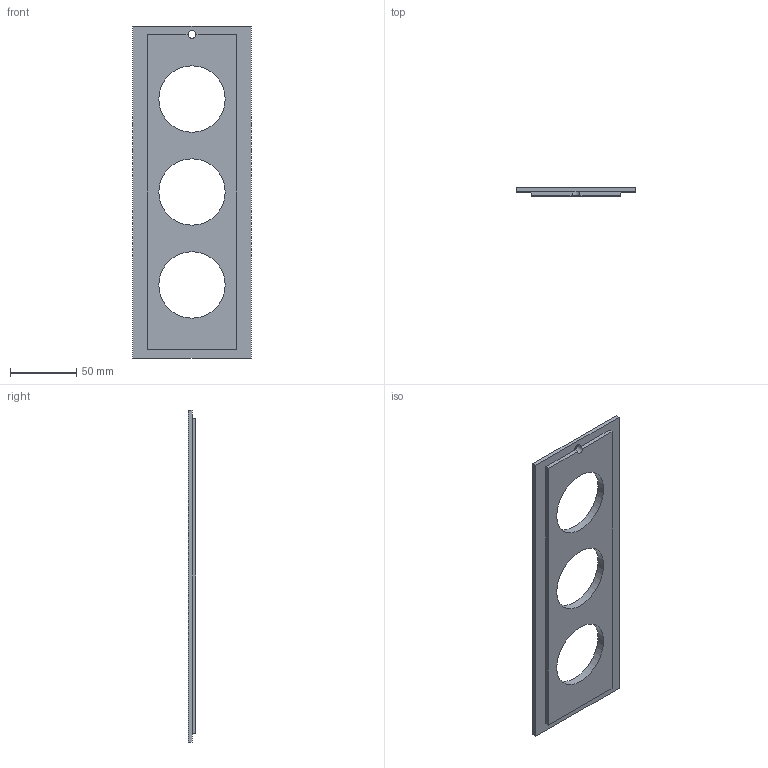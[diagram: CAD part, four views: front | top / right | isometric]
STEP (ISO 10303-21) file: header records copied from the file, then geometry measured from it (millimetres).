
FILE_DESCRIPTION (( 'STEP AP203' ), '1' );
FILE_NAME ('KNR-80-03-7012 Ïðèáîðíàÿ ðàìêà ONFLOOR 80_3.STEP', '2016-02-19T14:10:19', ( '' ), ( '' ), 'SwSTEP 2.0', 'SolidWorks 2014', '' );
FILE_SCHEMA (( 'CONFIG_CONTROL_DESIGN' ));
Length unit declared in the file: millimetre
Products named in the file (1): KNR-80-03-7012 Ïðèáîðíàÿ ðàìêà ONFLOOR 80_3
Bounding box: 89 x 6 x 250 mm (x, y, z)
Volume: 79368.2 mm3; surface area: 39415.7 mm2
Topology: 1 solids, 1 shells, 16 faces, 42 edges, 28 vertices
Faces by surface type: plane 12, cylinder 4
Full cylindrical faces by diameter (mm): 6 x1, 50 x3
Entity records: 559 total; most frequent: CARTESIAN_POINT 81, DIRECTION 80, ORIENTED_EDGE 74, EDGE_CURVE 37, LINE 28, VECTOR 28, EDGE_LOOP 28, VERTEX_POINT 27
